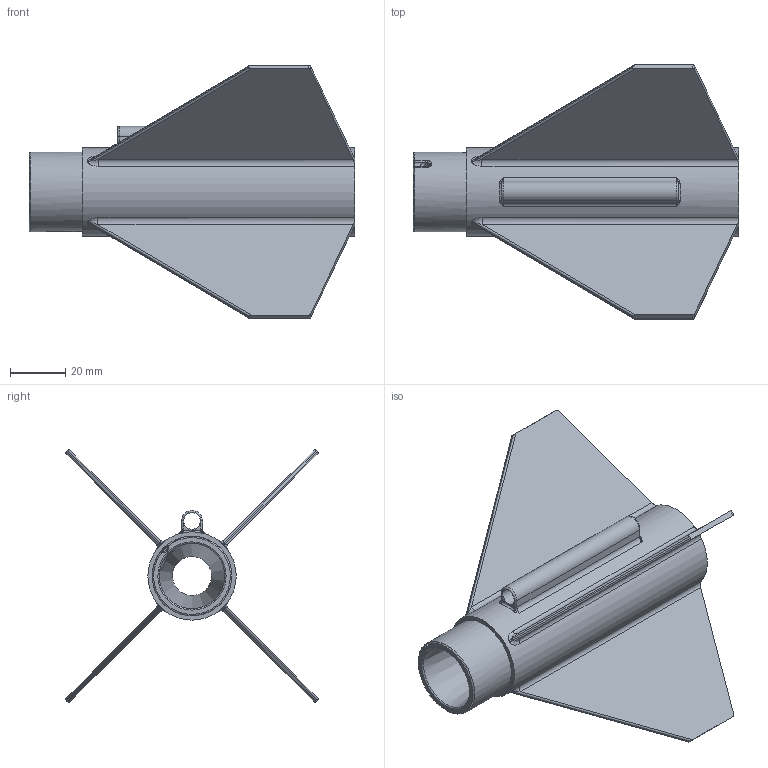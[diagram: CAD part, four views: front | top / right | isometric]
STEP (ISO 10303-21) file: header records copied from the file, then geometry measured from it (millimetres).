
FILE_DESCRIPTION(/* description */ (''),/* implementation_level */ '2;1');
FILE_NAME(/* name */ 'Empennage.step',/* time_stamp */ '2023-11-02T19:23:11+01:00',/* author */ (''),/* organization */ (''),/* preprocessor_version */ 'ST-DEVELOPER v20',/* originating_system */ 'Autodesk Translation Framework v12.14.0.127',/* authorisation */ '');
FILE_SCHEMA (('AUTOMOTIVE_DESIGN { 1 0 10303 214 3 1 1 }'));
Length unit declared in the file: metre
Products named in the file (1): Empennage
Bounding box: 117.96 x 91.88 x 91.88 mm (x, y, z)
Volume: 80053.7 mm3; surface area: 44915.2 mm2
Topology: 1 solids, 1 shells, 124 faces, 342 edges, 219 vertices
Faces by surface type: cylinder 50, plane 32, bspline 26, torus 12, cone 2, sphere 2
Full cylindrical faces by diameter (mm): 6 x1, 18.8 x1, 24.91 x2, 27.627 x2, 28.272 x1, 28.8 x1, 32 x1
Entity records: 15817 total; most frequent: CARTESIAN_POINT 12809, ORIENTED_EDGE 672, DIRECTION 555, EDGE_CURVE 336, AXIS2_PLACEMENT_3D 227, VERTEX_POINT 219, EDGE_LOOP 135, FACE_OUTER_BOUND 124
